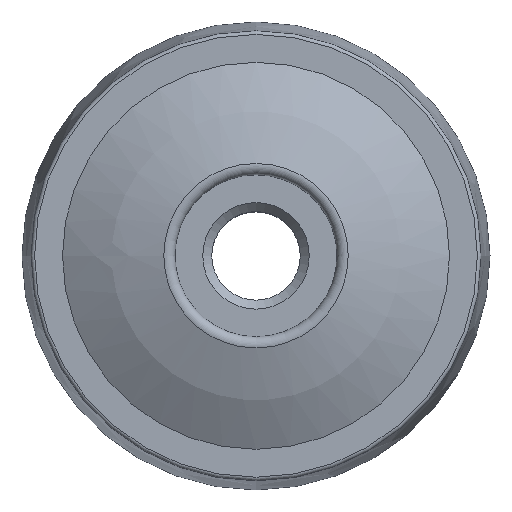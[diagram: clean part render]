
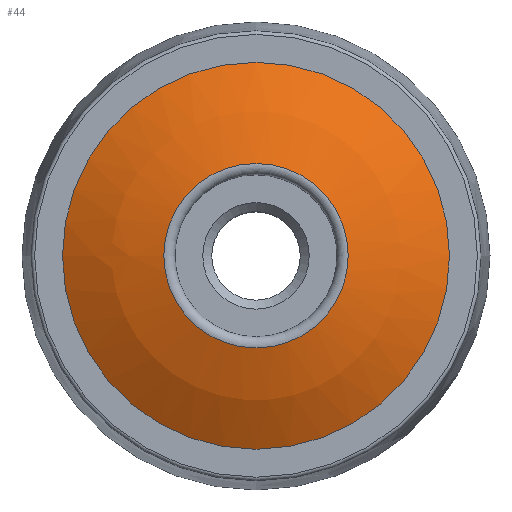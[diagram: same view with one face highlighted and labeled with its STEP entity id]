
A CAD part, top view. The second image highlights one B-rep face of the part: STEP entity #44.
In plain terms, the highlighted spherical face has radius 20.76 mm.
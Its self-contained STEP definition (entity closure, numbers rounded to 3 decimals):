
#44 = ADVANCED_FACE( '', ( #97, #98 ), #99, .T. );
#97 = FACE_OUTER_BOUND( '', #168, .T. );
#98 = FACE_OUTER_BOUND( '', #169, .T. );
#99 = SPHERICAL_SURFACE( '', #170, 20.76 );
#168 = EDGE_LOOP( '', ( #237 ) );
#169 = EDGE_LOOP( '', ( #238 ) );
#170 = AXIS2_PLACEMENT_3D( '', #239, #240, #241 );
#237 = ORIENTED_EDGE( '', *, *, #327, .T. );
#238 = ORIENTED_EDGE( '', *, *, #328, .T. );
#239 = CARTESIAN_POINT( '', ( 0., 0., -5.76 ) );
#240 = DIRECTION( '', ( 0., 0., 1. ) );
#241 = DIRECTION( '', ( 0., 1., 0. ) );
#327 = EDGE_CURVE( '', #363, #363, #364, .T. );
#328 = EDGE_CURVE( '', #365, #365, #366, .T. );
#363 = VERTEX_POINT( '', #411 );
#364 = CIRCLE( '', #412, 5.123 );
#365 = VERTEX_POINT( '', #413 );
#366 = CIRCLE( '', #414, 10.75 );
#411 = CARTESIAN_POINT( '', ( -5.123, 0., 14.358 ) );
#412 = AXIS2_PLACEMENT_3D( '', #460, #461, #462 );
#413 = CARTESIAN_POINT( '', ( 10.75, 0., 12. ) );
#414 = AXIS2_PLACEMENT_3D( '', #463, #464, #465 );
#460 = CARTESIAN_POINT( '', ( 0., 0., 14.358 ) );
#461 = DIRECTION( '', ( 0., 0., -1. ) );
#462 = DIRECTION( '', ( -1., 0., 0. ) );
#463 = CARTESIAN_POINT( '', ( 0., 0., 12. ) );
#464 = DIRECTION( '', ( 0., 0., 1. ) );
#465 = DIRECTION( '', ( 1., 0., 0. ) );
